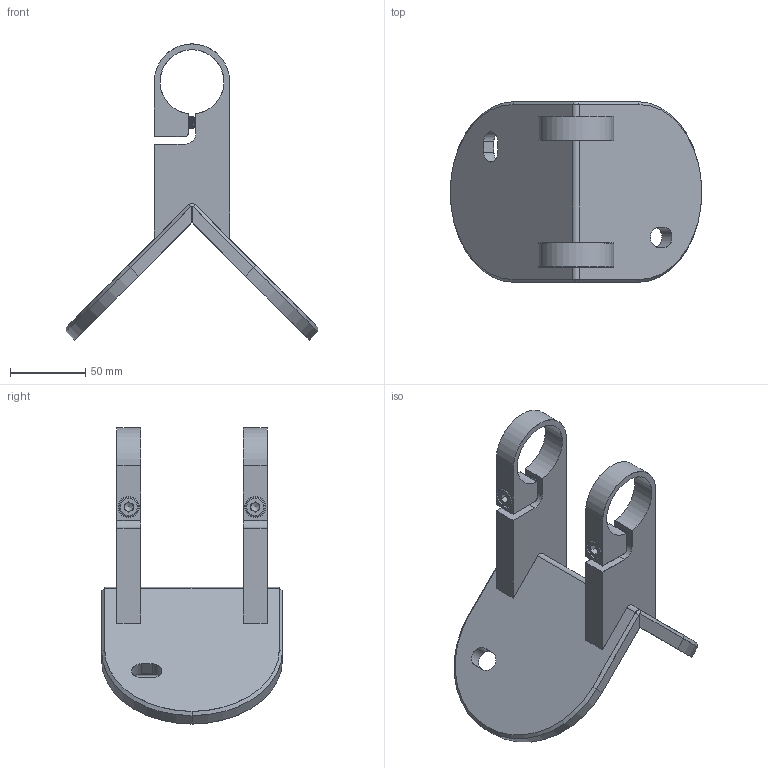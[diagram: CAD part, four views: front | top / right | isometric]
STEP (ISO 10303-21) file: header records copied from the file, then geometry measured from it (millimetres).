
FILE_DESCRIPTION (( 'STEP AP203' ), '1' );
FILE_NAME ('50138-240-AE.step', '2021-11-25T13:46:41', ( '' ), ( '' ), 'SwSTEP 2.0', 'SolidWorks 2018', '' );
FILE_SCHEMA (( 'CONFIG_CONTROL_DESIGN' ));
Length unit declared in the file: millimetre
Products named in the file (14): socket head cap screw_din; socket countersunk head screw_din; 50138-240AE Teil2_Keyshot; 50138-240AE Teil2; 50138-240AE Teil1; 50138-240-AE; socket head cap screw_din_DIN 912 M8 x 30 --- 30S; socket countersunk head screw_din_DIN 7991 - M8 x 16 --- 7.8S; 50138-240AE Teil1_Keyshot
Assembly tree (9 placements, depth 2):
  socket head cap screw_din
  socket countersunk head screw_din
  socket countersunk head screw_din
  socket countersunk head screw_din
  socket countersunk head screw_din
Bounding box: 166.88 x 120 x 196.52 mm (x, y, z)
Volume: 282149 mm3; surface area: 108181.3 mm2
Topology: 9 solids, 9 shells, 1023 faces, 2356 edges, 1341 vertices
Faces by surface type: cylinder 392, plane 245, torus 190, cone 172, sphere 24
Full cylindrical faces by diameter (mm): 6.8 x6, 8 x72, 8.5 x2, 9 x4, 13 x2, 14 x2, 15.57 x4, 16.5 x4
Entity records: 21908 total; most frequent: DIRECTION 4023, CARTESIAN_POINT 3484, ORIENTED_EDGE 3220, AXIS2_PLACEMENT_3D 1672, EDGE_CURVE 1610, VERTEX_POINT 1005, CIRCLE 911, EDGE_LOOP 897
